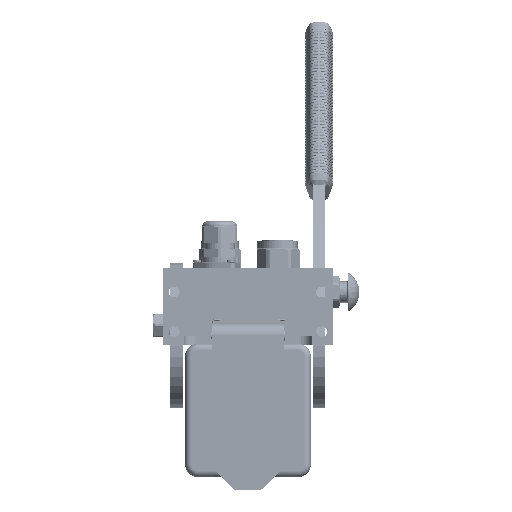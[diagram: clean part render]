
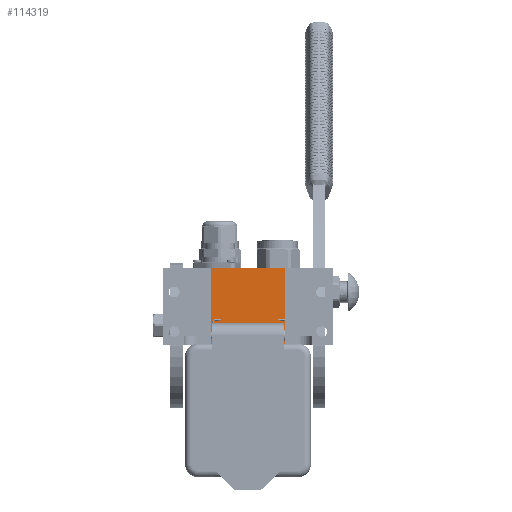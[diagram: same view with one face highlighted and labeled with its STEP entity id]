
A CAD part, left-side view. The second image highlights one B-rep face of the part: STEP entity #114319.
In plain terms, the highlighted face is planar.
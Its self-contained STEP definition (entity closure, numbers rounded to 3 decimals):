
#2955 = FACE_OUTER_BOUND ( 'NONE', #130225, .T. ) ;
#5661 = DIRECTION ( 'NONE',  ( 0., 0., -1. ) ) ;
#14290 = DIRECTION ( 'NONE',  ( 0., 1., 0. ) ) ;
#22120 = DIRECTION ( 'NONE',  ( 0., 1., 0. ) ) ;
#48780 = AXIS2_PLACEMENT_3D ( 'NONE', #66913, #5661, #159058 ) ;
#51796 = LINE ( 'NONE', #107081, #66075 ) ;
#58336 = VECTOR ( 'NONE', #14290, 1000. ) ;
#66075 = VECTOR ( 'NONE', #117126, 1000. ) ;
#66913 = CARTESIAN_POINT ( 'NONE',  ( 29., 0., -107.5 ) ) ;
#70866 = CARTESIAN_POINT ( 'NONE',  ( -29., 0., -107.5 ) ) ;
#70877 = DIRECTION ( 'NONE',  ( -1., 0., 0. ) ) ;
#73479 = LINE ( 'NONE', #113433, #104520 ) ;
#74168 = ORIENTED_EDGE ( 'NONE', *, *, #134140, .F. ) ;
#74530 = CARTESIAN_POINT ( 'NONE',  ( 29., 0., -107.5 ) ) ;
#76419 = VECTOR ( 'NONE', #70877, 1000. ) ;
#79686 = LINE ( 'NONE', #70866, #58336 ) ;
#83995 = VERTEX_POINT ( 'NONE', #174185 ) ;
#86523 = VERTEX_POINT ( 'NONE', #111739 ) ;
#93782 = ORIENTED_EDGE ( 'NONE', *, *, #124448, .T. ) ;
#104520 = VECTOR ( 'NONE', #22120, 1000. ) ;
#107081 = CARTESIAN_POINT ( 'NONE',  ( 29., 60.2, -107.5 ) ) ;
#107307 = VERTEX_POINT ( 'NONE', #74530 ) ;
#110573 = EDGE_CURVE ( 'NONE', #107307, #86523, #73479, .T. ) ;
#111739 = CARTESIAN_POINT ( 'NONE',  ( 29., 60.2, -107.5 ) ) ;
#112925 = PLANE ( 'NONE',  #48780 ) ;
#113433 = CARTESIAN_POINT ( 'NONE',  ( 29., 0., -107.5 ) ) ;
#114319 = ADVANCED_FACE ( 'NONE', ( #2955 ), #112925, .T. ) ;
#114767 = LINE ( 'NONE', #191149, #76419 ) ;
#117126 = DIRECTION ( 'NONE',  ( -1., 0., 0. ) ) ;
#117330 = ORIENTED_EDGE ( 'NONE', *, *, #110573, .F. ) ;
#124448 = EDGE_CURVE ( 'NONE', #107307, #188293, #114767, .T. ) ;
#130225 = EDGE_LOOP ( 'NONE', ( #149120, #74168, #117330, #93782 ) ) ;
#134140 = EDGE_CURVE ( 'NONE', #86523, #83995, #51796, .T. ) ;
#149120 = ORIENTED_EDGE ( 'NONE', *, *, #175303, .T. ) ;
#159058 = DIRECTION ( 'NONE',  ( -1., 0., 0. ) ) ;
#174185 = CARTESIAN_POINT ( 'NONE',  ( -29., 60.2, -107.5 ) ) ;
#175303 = EDGE_CURVE ( 'NONE', #188293, #83995, #79686, .T. ) ;
#188293 = VERTEX_POINT ( 'NONE', #193945 ) ;
#191149 = CARTESIAN_POINT ( 'NONE',  ( 29., 0., -107.5 ) ) ;
#193945 = CARTESIAN_POINT ( 'NONE',  ( -29., 0., -107.5 ) ) ;
